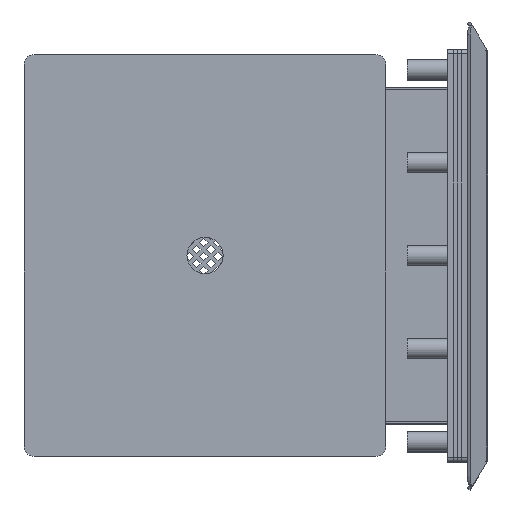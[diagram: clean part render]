
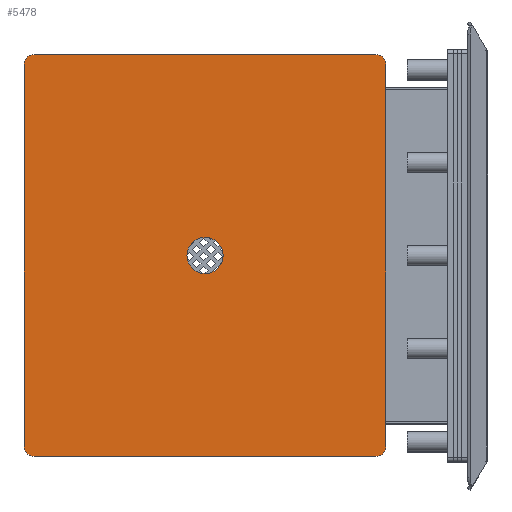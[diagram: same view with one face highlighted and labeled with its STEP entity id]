
A CAD part, top view. The second image highlights one B-rep face of the part: STEP entity #5478.
In plain terms, the highlighted planar face has unit normal (0, 0, 1).
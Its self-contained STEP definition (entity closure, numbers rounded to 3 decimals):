
#5478=ADVANCED_FACE('',(#38210,#38212),#38214,.T.);
#38210=FACE_BOUND('',#38211,.T.);
#38211=EDGE_LOOP('',(#59675,#59676,#59677,#59678,#59679,#59680,#59681,#59682));
#38212=FACE_BOUND('',#38213,.T.);
#38213=EDGE_LOOP('',(#59683));
#38214=PLANE('',#38215);
#38215=AXIS2_PLACEMENT_3D('',#38216,#38217,#38218);
#38216=CARTESIAN_POINT('',(0.,0.,1.5));
#38217=DIRECTION('',(0.,0.,1.));
#38218=DIRECTION('',(-1.,0.,0.));
#59675=ORIENTED_EDGE('',*,*,#70645,.T.);
#59676=ORIENTED_EDGE('',*,*,#70643,.T.);
#59677=ORIENTED_EDGE('',*,*,#70641,.T.);
#59678=ORIENTED_EDGE('',*,*,#70639,.T.);
#59679=ORIENTED_EDGE('',*,*,#70637,.T.);
#59680=ORIENTED_EDGE('',*,*,#70635,.T.);
#59681=ORIENTED_EDGE('',*,*,#70633,.T.);
#59682=ORIENTED_EDGE('',*,*,#70631,.T.);
#59683=ORIENTED_EDGE('',*,*,#70646,.T.);
#70631=EDGE_CURVE('',#87728,#87726,#87729,.T.);
#70633=EDGE_CURVE('',#87731,#87728,#87732,.T.);
#70635=EDGE_CURVE('',#87734,#87731,#87735,.T.);
#70637=EDGE_CURVE('',#87737,#87734,#87738,.T.);
#70639=EDGE_CURVE('',#87740,#87737,#87741,.T.);
#70641=EDGE_CURVE('',#87743,#87740,#87744,.T.);
#70643=EDGE_CURVE('',#87746,#87743,#87747,.T.);
#70645=EDGE_CURVE('',#87726,#87746,#87749,.T.);
#70646=EDGE_CURVE('',#87750,#87750,#87751,.F.);
#87726=VERTEX_POINT('',#135621);
#87728=VERTEX_POINT('',#135625);
#87729=CIRCLE('',#135626,5.);
#87731=VERTEX_POINT('',#135633);
#87732=LINE('',#135634,#135635);
#87734=VERTEX_POINT('',#135640);
#87735=CIRCLE('',#135641,5.);
#87737=VERTEX_POINT('',#135648);
#87738=LINE('',#135649,#135650);
#87740=VERTEX_POINT('',#135655);
#87741=CIRCLE('',#135656,5.);
#87743=VERTEX_POINT('',#135663);
#87744=LINE('',#135664,#135665);
#87746=VERTEX_POINT('',#135670);
#87747=CIRCLE('',#135671,5.);
#87749=LINE('',#135678,#135679);
#87750=VERTEX_POINT('',#135681);
#87751=CIRCLE('',#135682,9.);
#135621=CARTESIAN_POINT('',(-85.,-100.,1.5));
#135625=CARTESIAN_POINT('',(-90.,-95.,1.5));
#135626=AXIS2_PLACEMENT_3D('',#135627,#135628,#135629);
#135627=CARTESIAN_POINT('',(-85.,-95.,1.5));
#135628=DIRECTION('',(0.,0.,1.));
#135629=DIRECTION('',(-1.,0.,0.));
#135633=CARTESIAN_POINT('',(-90.,95.,1.5));
#135634=CARTESIAN_POINT('',(-90.,95.,1.5));
#135635=VECTOR('',#135636,1.);
#135636=DIRECTION('',(0.,-1.,0.));
#135640=CARTESIAN_POINT('',(-85.,100.,1.5));
#135641=AXIS2_PLACEMENT_3D('',#135642,#135643,#135644);
#135642=CARTESIAN_POINT('',(-85.,95.,1.5));
#135643=DIRECTION('',(0.,0.,1.));
#135644=DIRECTION('',(0.,1.,0.));
#135648=CARTESIAN_POINT('',(85.,100.,1.5));
#135649=CARTESIAN_POINT('',(85.,100.,1.5));
#135650=VECTOR('',#135651,1.);
#135651=DIRECTION('',(-1.,0.,0.));
#135655=CARTESIAN_POINT('',(90.,95.,1.5));
#135656=AXIS2_PLACEMENT_3D('',#135657,#135658,#135659);
#135657=CARTESIAN_POINT('',(85.,95.,1.5));
#135658=DIRECTION('',(0.,0.,1.));
#135659=DIRECTION('',(1.,0.,0.));
#135663=CARTESIAN_POINT('',(90.,-95.,1.5));
#135664=CARTESIAN_POINT('',(90.,-95.,1.5));
#135665=VECTOR('',#135666,1.);
#135666=DIRECTION('',(0.,1.,0.));
#135670=CARTESIAN_POINT('',(85.,-100.,1.5));
#135671=AXIS2_PLACEMENT_3D('',#135672,#135673,#135674);
#135672=CARTESIAN_POINT('',(85.,-95.,1.5));
#135673=DIRECTION('',(0.,0.,1.));
#135674=DIRECTION('',(0.,-1.,0.));
#135678=CARTESIAN_POINT('',(-85.,-100.,1.5));
#135679=VECTOR('',#135680,1.);
#135680=DIRECTION('',(1.,0.,0.));
#135681=CARTESIAN_POINT('',(0.,-9.,1.5));
#135682=AXIS2_PLACEMENT_3D('',#135683,#135684,#135685);
#135683=CARTESIAN_POINT('',(0.,0.,1.5));
#135684=DIRECTION('',(0.,0.,1.));
#135685=DIRECTION('',(0.,-1.,0.));
